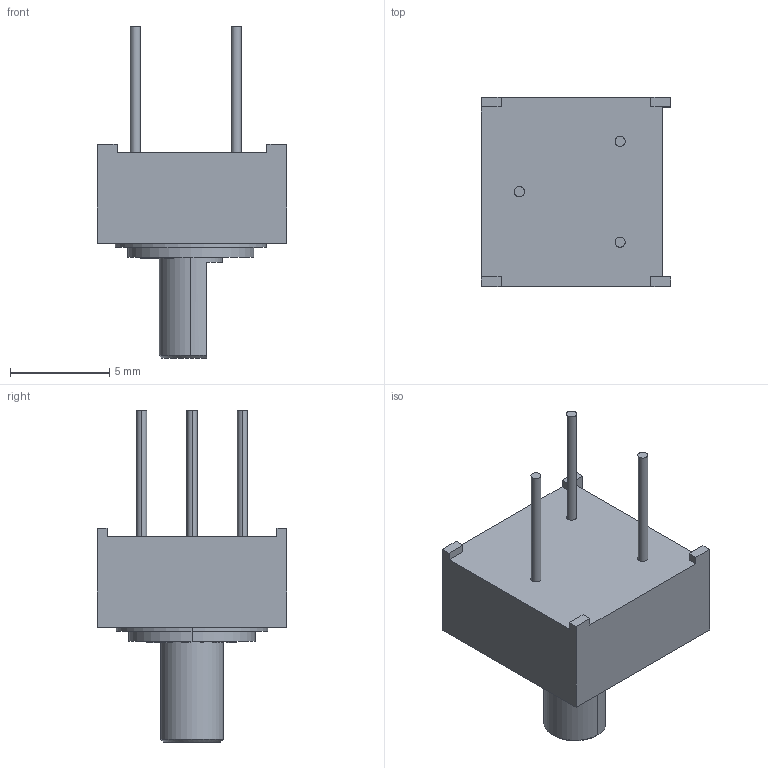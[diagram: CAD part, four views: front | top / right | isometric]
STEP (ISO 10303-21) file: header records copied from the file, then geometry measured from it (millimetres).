
FILE_DESCRIPTION((''),'2;1');
FILE_NAME('3310Y-125-XXX','2017-08-30T',('RICKB'),('Bourns, Inc.'),'CREO PARAMETRIC BY PTC INC, 2016130','CREO PARAMETRIC BY PTC INC, 2016130','');
FILE_SCHEMA(('AUTOMOTIVE_DESIGN_CC2 { 1 2 10303 214 -1 1 5 2 }'));
Length unit declared in the file: inch
Products named in the file (1): 3310Y-125-XXX
Bounding box: 9.53 x 9.53 x 16.73 mm (x, y, z)
Volume: 456.7 mm3; surface area: 491.3 mm2
Topology: 1 solids, 1 shells, 181 faces, 492 edges, 328 vertices
Faces by surface type: plane 162, cylinder 16, cone 3
Entity records: 7140 total; most frequent: CARTESIAN_POINT 1009, ORIENTED_EDGE 984, DIRECTION 891, PRESENTATION_STYLE_ASSIGNMENT 493, STYLED_ITEM 493, CURVE_STYLE 492, EDGE_CURVE 492, VECTOR 451
